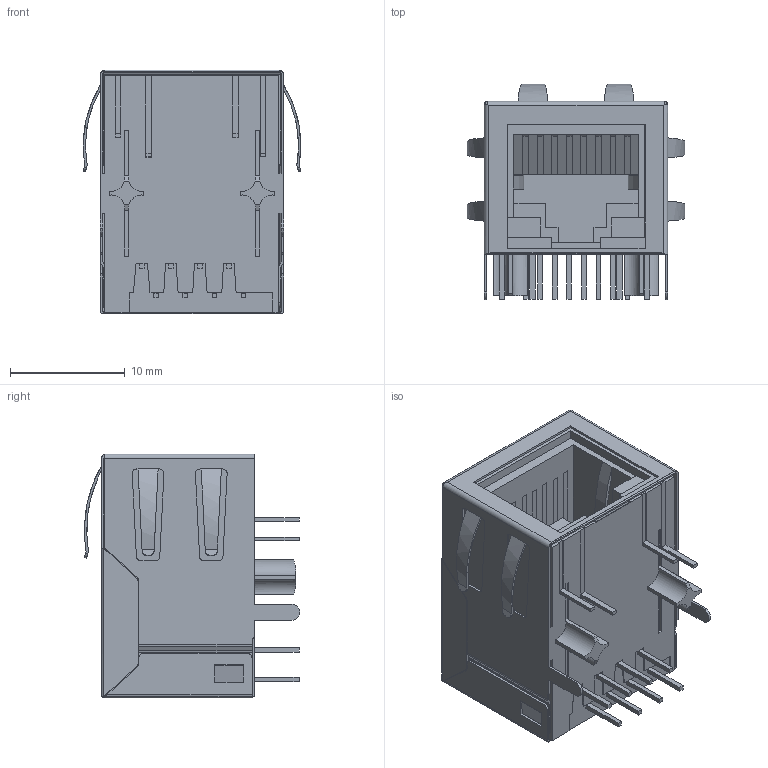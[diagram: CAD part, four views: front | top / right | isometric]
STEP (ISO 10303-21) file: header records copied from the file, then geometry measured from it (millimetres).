
FILE_DESCRIPTION(/* description */ ('Unknown'),/* implementation_level */ '2;1');
FILE_NAME(/* name */ 'J1B1211CCD',/* time_stamp */ '2023-07-24T14:56:56+02:00',/* author */ ('Unknown'),/* organization */ ('Unknown'),/* preprocessor_version */ 'ST-DEVELOPER v18.102',/* originating_system */ 'Solid Edge',/* authorisation */ 'Unknown');
FILE_SCHEMA (('AUTOMOTIVE_DESIGN {1 0 10303 214 3 1 1}'));
Length unit declared in the file: millimetre
Products named in the file (1): J1B1211CCD
Bounding box: 18.99 x 18.78 x 21.28 mm (x, y, z)
Volume: 2939.4 mm3; surface area: 5202.6 mm2
Topology: 16 solids, 16 shells, 621 faces, 1714 edges, 1130 vertices
Faces by surface type: plane 472, cylinder 149
Entity records: 22821 total; most frequent: CARTESIAN_POINT 5022, ORIENTED_EDGE 3428, DIRECTION 2347, EDGE_CURVE 1714, VERTEX_POINT 1130, LINE 877, VECTOR 877, AXIS2_PLACEMENT_3D 735
